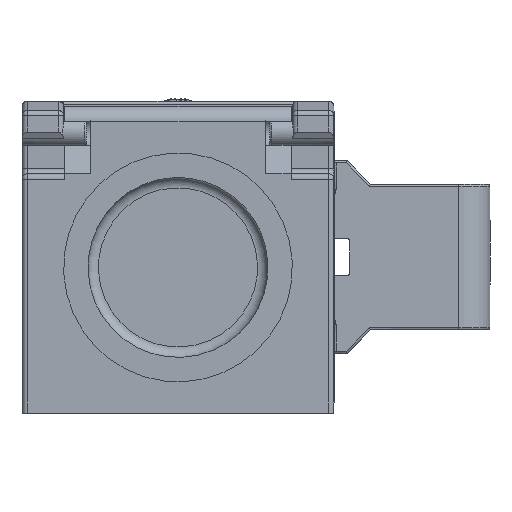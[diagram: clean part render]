
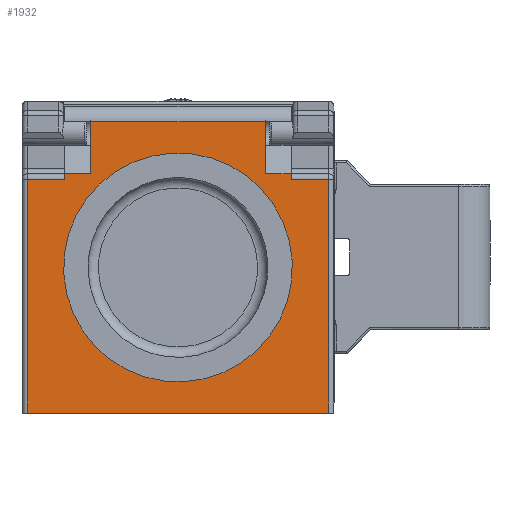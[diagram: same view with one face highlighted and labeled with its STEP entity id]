
A CAD part, front view. The second image highlights one B-rep face of the part: STEP entity #1932.
In plain terms, the highlighted planar face has unit normal (0, -1, 0).
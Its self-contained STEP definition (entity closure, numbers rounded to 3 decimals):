
#375=FACE_BOUND('',#3750,.T.);
#376=FACE_BOUND('',#3751,.T.);
#1241=CIRCLE('',#15931,9.255);
#1932=ADVANCED_FACE('',(#375,#376),#2375,.T.);
#2375=PLANE('',#15932);
#3750=EDGE_LOOP('',(#7230));
#3751=EDGE_LOOP('',(#7231,#7232,#7233,#7234,#7235,#7236,#7237,#7238,#7239,
#7240,#7241,#7242,#7243,#7244,#7245,#7246));
#7230=ORIENTED_EDGE('',*,*,#11416,.T.);
#7231=ORIENTED_EDGE('',*,*,#11417,.F.);
#7232=ORIENTED_EDGE('',*,*,#11415,.F.);
#7233=ORIENTED_EDGE('',*,*,#11379,.F.);
#7234=ORIENTED_EDGE('',*,*,#11389,.T.);
#7235=ORIENTED_EDGE('',*,*,#11384,.T.);
#7236=ORIENTED_EDGE('',*,*,#11388,.T.);
#7237=ORIENTED_EDGE('',*,*,#11375,.T.);
#7238=ORIENTED_EDGE('',*,*,#11324,.T.);
#7239=ORIENTED_EDGE('',*,*,#11360,.T.);
#7240=ORIENTED_EDGE('',*,*,#11369,.T.);
#7241=ORIENTED_EDGE('',*,*,#11365,.T.);
#7242=ORIENTED_EDGE('',*,*,#11390,.T.);
#7243=ORIENTED_EDGE('',*,*,#11356,.F.);
#7244=ORIENTED_EDGE('',*,*,#11392,.F.);
#7245=ORIENTED_EDGE('',*,*,#11403,.F.);
#7246=ORIENTED_EDGE('',*,*,#11418,.T.);
#9171=VERTEX_POINT('',#31898);
#9172=VERTEX_POINT('',#31900);
#9200=VERTEX_POINT('',#31963);
#9201=VERTEX_POINT('',#31965);
#9204=VERTEX_POINT('',#31971);
#9208=VERTEX_POINT('',#31981);
#9209=VERTEX_POINT('',#31983);
#9215=VERTEX_POINT('',#32002);
#9218=VERTEX_POINT('',#32008);
#9219=VERTEX_POINT('',#32010);
#9223=VERTEX_POINT('',#32019);
#9224=VERTEX_POINT('',#32021);
#9225=VERTEX_POINT('',#32034);
#9230=VERTEX_POINT('',#32055);
#9235=VERTEX_POINT('',#32079);
#9236=VERTEX_POINT('',#32083);
#9237=VERTEX_POINT('',#32085);
#11324=EDGE_CURVE('',#9172,#9171,#12978,.T.);
#11356=EDGE_CURVE('',#9200,#9201,#13002,.T.);
#11360=EDGE_CURVE('',#9171,#9204,#13005,.T.);
#11365=EDGE_CURVE('',#9209,#9208,#13010,.T.);
#11369=EDGE_CURVE('',#9204,#9209,#13013,.T.);
#11375=EDGE_CURVE('',#9215,#9172,#13018,.T.);
#11379=EDGE_CURVE('',#9218,#9219,#13021,.T.);
#11384=EDGE_CURVE('',#9224,#9223,#13024,.T.);
#11388=EDGE_CURVE('',#9223,#9215,#13028,.T.);
#11389=EDGE_CURVE('',#9218,#9224,#13029,.T.);
#11390=EDGE_CURVE('',#9208,#9201,#13030,.T.);
#11392=EDGE_CURVE('',#9225,#9200,#13031,.T.);
#11403=EDGE_CURVE('',#9230,#9225,#13038,.T.);
#11415=EDGE_CURVE('',#9219,#9235,#13045,.T.);
#11416=EDGE_CURVE('',#9236,#9236,#1241,.T.);
#11417=EDGE_CURVE('',#9235,#9237,#13046,.T.);
#11418=EDGE_CURVE('',#9230,#9237,#13047,.T.);
#12978=LINE('',#31899,#14499);
#13002=LINE('',#31964,#14523);
#13005=LINE('',#31972,#14526);
#13010=LINE('',#31982,#14531);
#13013=LINE('',#31989,#14534);
#13018=LINE('',#32001,#14539);
#13021=LINE('',#32009,#14542);
#13024=LINE('',#32020,#14545);
#13028=LINE('',#32027,#14549);
#13029=LINE('',#32029,#14550);
#13030=LINE('',#32031,#14551);
#13031=LINE('',#32036,#14552);
#13038=LINE('',#32056,#14559);
#13045=LINE('',#32080,#14566);
#13046=LINE('',#32084,#14567);
#13047=LINE('',#32086,#14568);
#14499=VECTOR('',#19479,1.);
#14523=VECTOR('',#19527,1.);
#14526=VECTOR('',#19532,1.);
#14531=VECTOR('',#19539,1.);
#14534=VECTOR('',#19546,1.);
#14539=VECTOR('',#19557,1.);
#14542=VECTOR('',#19562,1.);
#14545=VECTOR('',#19571,1.);
#14549=VECTOR('',#19579,1.);
#14550=VECTOR('',#19582,1.);
#14551=VECTOR('',#19585,1.);
#14552=VECTOR('',#19590,1.);
#14559=VECTOR('',#19615,1.);
#14566=VECTOR('',#19646,1.);
#14567=VECTOR('',#19651,1.);
#14568=VECTOR('',#19652,1.);
#15931=AXIS2_PLACEMENT_3D('',#32082,#19649,#19650);
#15932=AXIS2_PLACEMENT_3D('',#32087,#19653,#19654);
#19479=DIRECTION('',(-1.,0.,0.));
#19527=DIRECTION('',(0.,0.,1.));
#19532=DIRECTION('',(0.,0.,-1.));
#19539=DIRECTION('',(0.,0.,-1.));
#19546=DIRECTION('',(1.,0.,0.));
#19557=DIRECTION('',(0.,0.,1.));
#19562=DIRECTION('',(0.,0.,-1.));
#19571=DIRECTION('',(0.,0.,1.));
#19579=DIRECTION('',(1.,0.,0.));
#19582=DIRECTION('',(-1.,0.,0.));
#19585=DIRECTION('',(-1.,0.,0.));
#19590=DIRECTION('',(1.,0.,0.));
#19615=DIRECTION('',(0.,0.,1.));
#19646=DIRECTION('',(1.,0.,0.));
#19649=DIRECTION('',(0.,1.,0.));
#19650=DIRECTION('',(0.,0.,1.));
#19651=DIRECTION('',(0.,0.,-1.));
#19652=DIRECTION('',(1.,0.,0.));
#19653=DIRECTION('',(0.,-1.,0.));
#19654=DIRECTION('',(0.,0.,-1.));
#31898=CARTESIAN_POINT('',(-10.9,-30.,15.));
#31899=CARTESIAN_POINT('',(10.9,-30.,15.));
#31900=CARTESIAN_POINT('',(10.9,-30.,15.));
#31963=CARTESIAN_POINT('',(-10.9,-30.,9.5));
#31964=CARTESIAN_POINT('',(-10.9,-30.,9.5));
#31965=CARTESIAN_POINT('',(-10.9,-30.,9.999));
#31971=CARTESIAN_POINT('',(-10.9,-30.,14.996));
#31972=CARTESIAN_POINT('',(-10.9,-30.,15.));
#31981=CARTESIAN_POINT('',(-8.4,-30.,9.999));
#31982=CARTESIAN_POINT('',(-8.4,-30.,14.996));
#31983=CARTESIAN_POINT('',(-8.4,-30.,14.996));
#31989=CARTESIAN_POINT('',(-10.9,-30.,14.996));
#32001=CARTESIAN_POINT('',(10.9,-30.,14.996));
#32002=CARTESIAN_POINT('',(10.9,-30.,14.996));
#32008=CARTESIAN_POINT('',(10.9,-30.,9.999));
#32009=CARTESIAN_POINT('',(10.9,-30.,9.999));
#32010=CARTESIAN_POINT('',(10.9,-30.,9.5));
#32019=CARTESIAN_POINT('',(8.4,-30.,14.996));
#32020=CARTESIAN_POINT('',(8.4,-30.,9.999));
#32021=CARTESIAN_POINT('',(8.4,-30.,9.999));
#32027=CARTESIAN_POINT('',(8.4,-30.,14.996));
#32029=CARTESIAN_POINT('',(10.9,-30.,9.999));
#32031=CARTESIAN_POINT('',(-8.4,-30.,9.999));
#32034=CARTESIAN_POINT('',(-14.5,-30.,9.5));
#32036=CARTESIAN_POINT('',(-14.5,-30.,9.5));
#32055=CARTESIAN_POINT('',(-14.5,-30.,-13.));
#32056=CARTESIAN_POINT('',(-14.5,-30.,-13.));
#32079=CARTESIAN_POINT('',(14.5,-30.,9.5));
#32080=CARTESIAN_POINT('',(10.9,-30.,9.5));
#32082=CARTESIAN_POINT('',(0.,-30.,1.));
#32083=CARTESIAN_POINT('',(0.,-30.,10.255));
#32084=CARTESIAN_POINT('',(14.5,-30.,9.5));
#32085=CARTESIAN_POINT('',(14.5,-30.,-13.));
#32086=CARTESIAN_POINT('',(-14.5,-30.,-13.));
#32087=CARTESIAN_POINT('',(-15.,-30.,14.));
